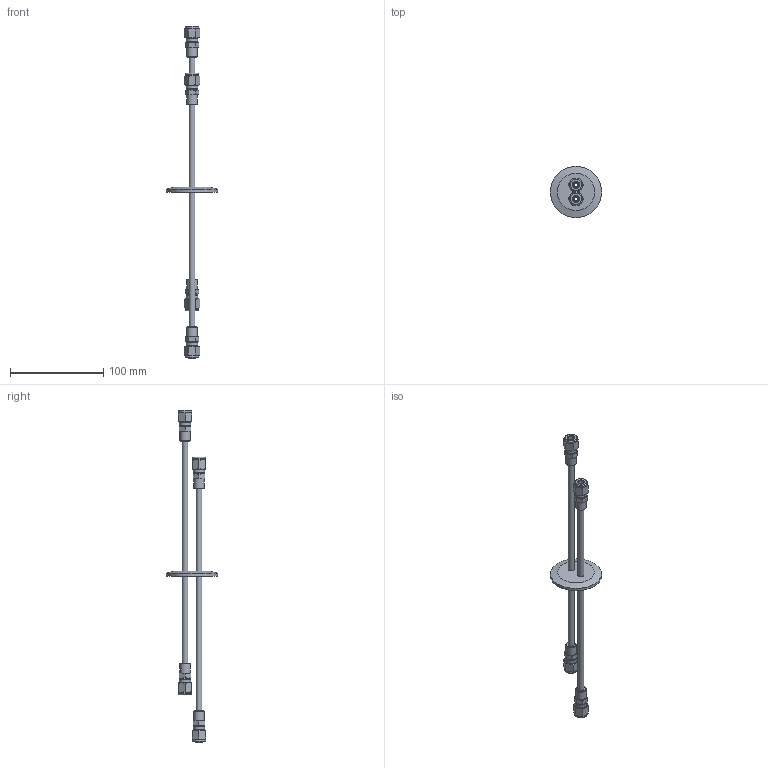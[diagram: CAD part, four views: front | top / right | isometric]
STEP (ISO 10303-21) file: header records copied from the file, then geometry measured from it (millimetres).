
FILE_DESCRIPTION(/* description */ ('Unknown'),/* implementation_level */ '2;1');
FILE_NAME(/* name */ 'LFT8B22SWSW',/* time_stamp */ '2019-02-12T15:11:23-05:00',/* author */ ('Unknown'),/* organization */ ('Unknown'),/* preprocessor_version */ 'ST-DEVELOPER v16.7',/* originating_system */ 'DEX',/* authorisation */ $);
FILE_SCHEMA (('AUTOMOTIVE_DESIGN {1 0 10303 214 3 1 1}'));
Length unit declared in the file: inch
Products named in the file (1): LFT8B22SWSW
Bounding box: 54.99 x 54.99 x 356.11 mm (x, y, z)
Volume: 30277.5 mm3; surface area: 31838.7 mm2
Topology: 1 solids, 1 shells, 226 faces, 490 edges, 296 vertices
Faces by surface type: cone 117, plane 80, cylinder 25, torus 4
Full cylindrical faces by diameter (mm): 4.826 x4, 4.928 x2, 6.35 x8, 11.176 x4, 14.288 x4, 35.052 x1, 41.402 x1, 54.991 x1
Entity records: 5830 total; most frequent: CARTESIAN_POINT 1489, DIRECTION 852, ORIENTED_EDGE 830, EDGE_CURVE 415, AXIS2_PLACEMENT_3D 402, EDGE_LOOP 310, FACE_BOUND 310, VERTEX_POINT 271
